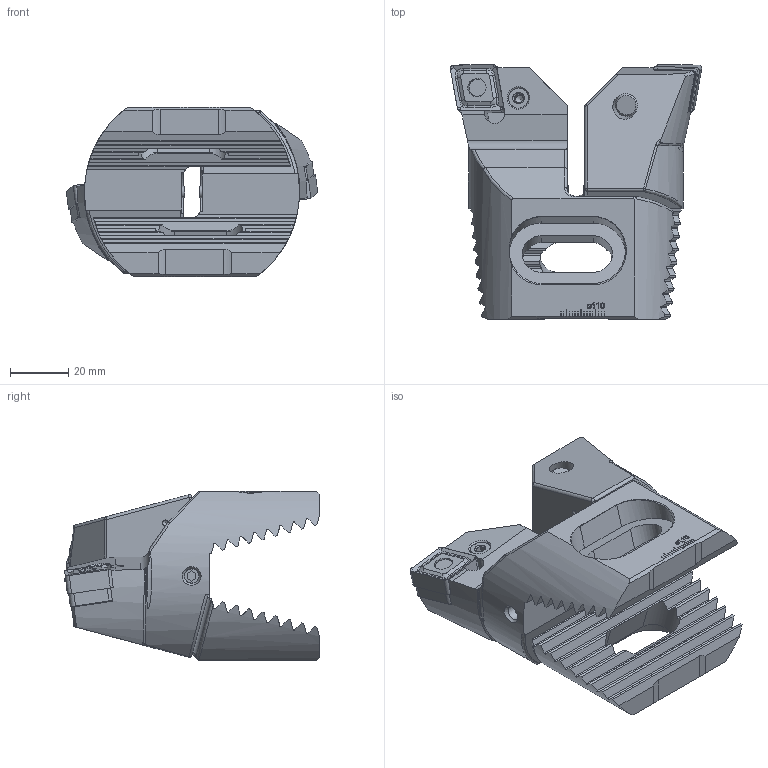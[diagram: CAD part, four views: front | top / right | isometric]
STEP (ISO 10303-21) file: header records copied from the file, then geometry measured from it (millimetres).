
FILE_DESCRIPTION (( 'STEP AP214' ), '1' );
FILE_NAME ('Z72.WCE.B11.050.STEP', '2020-08-14T11:31:49', ( '' ), ( '' ), 'SwSTEP 2.0', 'SolidWorks 2017', '' );
FILE_SCHEMA (( 'AUTOMOTIVE_DESIGN' ));
Length unit declared in the file: millimetre
Products named in the file (9): Z72-xxx.001.050_C_CN 16 2 Pt.; WCE; CNMG160612; Z72.WCE.B11.050; WCE-ER2.101.004_A; WCE-ER1.101.000; WCE-ER4.101.020_A; WCE-ER3.101.000_A; Z72-ER3.001.030
Assembly tree (14 placements, depth 3):
  Z72.WCE.B11.050
    Z72-xxx.001.050_C_CN 16 2 Pt.  x2
    WCE  x2
      WCE-ER4.101.020_A
      WCE-ER3.101.000_A
    WCE-ER1.101.000  x2
    WCE-ER2.101.004_A  x2
    CNMG160612  x2
    Z72-ER3.001.030  x2
Bounding box: 86.5 x 87.72 x 58.2 mm (x, y, z)
Volume: 148904.6 mm3; surface area: 43903 mm2
Topology: 14 solids, 14 shells, 816 faces, 2122 edges, 1340 vertices
Faces by surface type: plane 486, cylinder 132, bspline 98, cone 72, torus 18, sphere 10
Full cylindrical faces by diameter (mm): 2 x4, 3.55 x2, 4 x2, 5 x2, 6 x4, 6.35 x2, 6.4 x2, 7 x2, 7.9 x4, 8 x2, 8.05 x2, 8.4 x2
Entity records: 14721 total; most frequent: CARTESIAN_POINT 5248, ORIENTED_EDGE 2024, DIRECTION 1627, EDGE_CURVE 1012, VERTEX_POINT 660, LINE 593, VECTOR 593, AXIS2_PLACEMENT_3D 517
